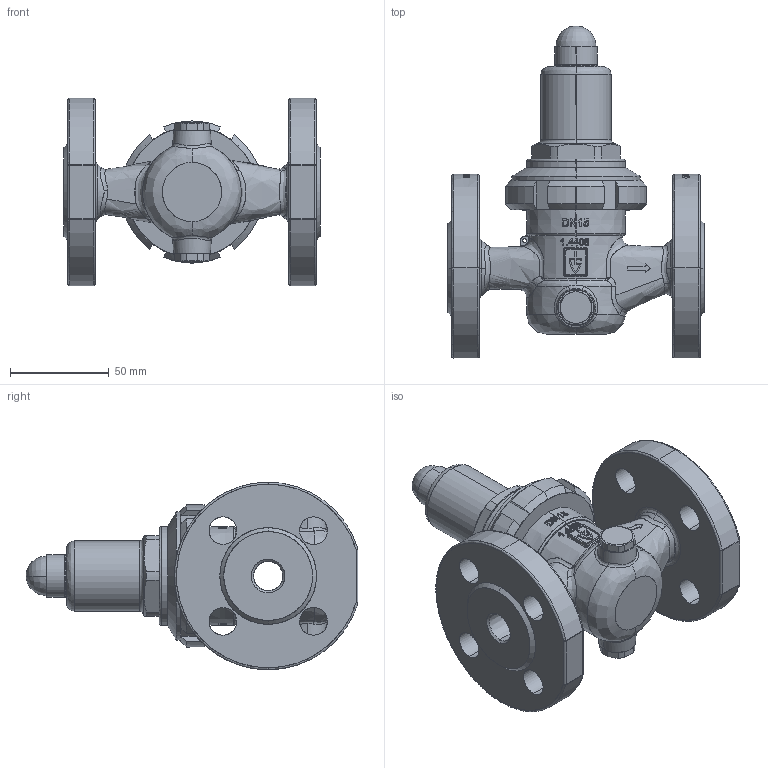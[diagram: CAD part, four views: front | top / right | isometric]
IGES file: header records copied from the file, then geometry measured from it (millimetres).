
Start section: SolidWorks IGES file using analytic representation for surfaces
Global section: file name: 482mGFO-LP_15_FLFL_1515.IGS; native system: SolidWorks 2016; preprocessor: SolidWorks 2016; author: Stavrianos; date: 171123.085516; units: millimetre
Bounding box: 130 x 168.2 x 95 mm (x, y, z)
Surface area: 71951.7 mm2 (no closed solid volume)
Topology: 0 solids, 0 shells, 663 faces, 11232 edges, 11229 vertices
Faces by surface type: bspline 445, revolution 218
